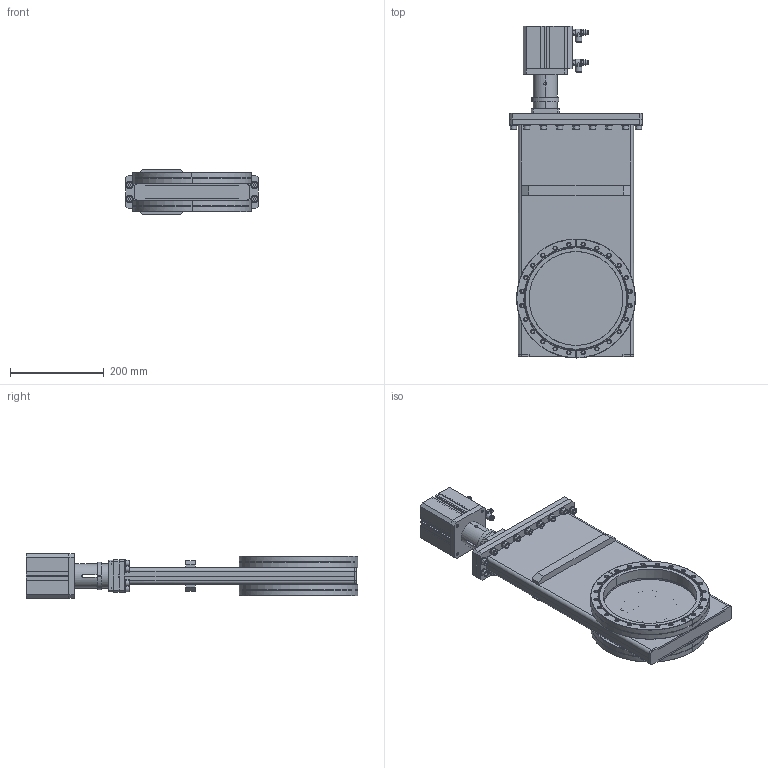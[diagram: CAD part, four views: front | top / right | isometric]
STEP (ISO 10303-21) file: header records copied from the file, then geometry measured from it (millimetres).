
FILE_DESCRIPTION (( 'STEP AP214' ), '1' );
FILE_NAME ('Hositrad_HOGVB-CF200-P.STEP', '2020-07-14T09:27:47', ( '' ), ( '' ), 'SwSTEP 2.0', 'SolidWorks 2020', '' );
FILE_SCHEMA (( 'AUTOMOTIVE_DESIGN' ));
Products named in the file (1): Hositrad_HOGVB-CF200-P
Bounding box: 282 x 706.8 x 94 mm (x, y, z)
Surface area: 671280 mm2 (no closed solid volume)
Topology: 0 solids, 100 shells, 926 faces, 2782 edges, 1939 vertices
Faces by surface type: plane 365, cylinder 317, cone 204, torus 40
Entity records: 54503 total; most frequent: CARTESIAN_POINT 35483, ORIENTED_EDGE 4468, EDGE_CURVE 2782, B_SPLINE_CURVE_WITH_KNOTS 2782, VERTEX_POINT 1939, DIRECTION 1854, EDGE_LOOP 1145, AXIS2_PLACEMENT_3D 927
